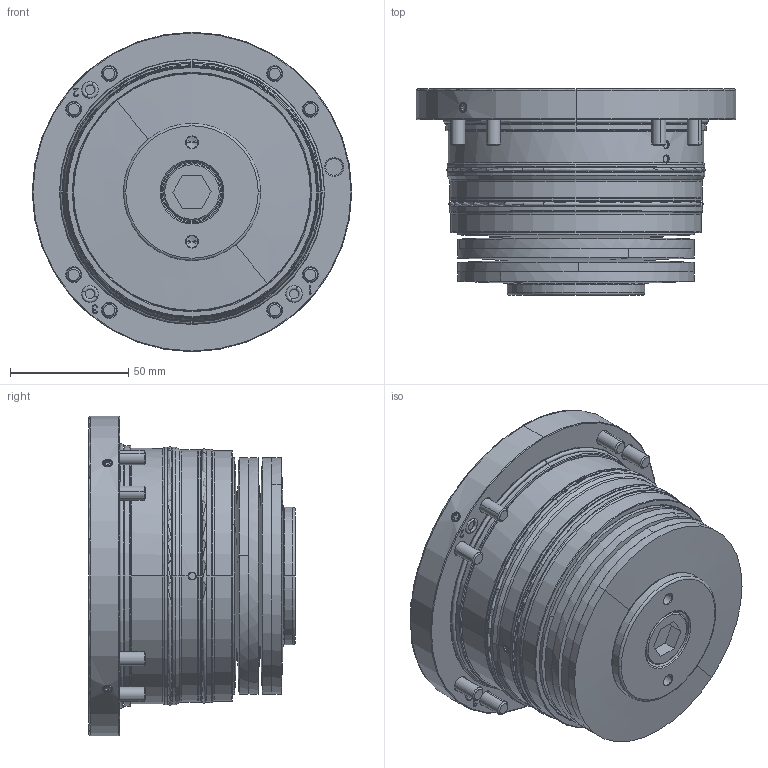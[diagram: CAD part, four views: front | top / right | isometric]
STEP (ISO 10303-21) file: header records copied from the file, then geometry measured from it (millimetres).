
FILE_DESCRIPTION (( 'STEP AP214' ), '1' );
FILE_NAME ('801 203 SPEEDY classic 2 OZ 069-003.STEP', '2014-10-16T09:03:58', ( '' ), ( '' ), 'SwSTEP 2.0', 'SolidWorks 2013', '' );
FILE_SCHEMA (( 'AUTOMOTIVE_DESIGN' ));
Length unit declared in the file: millimetre
Products named in the file (1): 801 203 SPEEDY classic 2 OZ 069-003
Bounding box: 135 x 87.25 x 135 mm (x, y, z)
Volume: 745104.2 mm3; surface area: 130458.6 mm2
Topology: 1 solids, 41 shells, 786 faces, 1828 edges, 1145 vertices
Faces by surface type: cylinder 285, plane 153, cone 152, torus 112, sphere 64, bspline 20
Entity records: 29355 total; most frequent: CARTESIAN_POINT 8302, DIRECTION 4097, ORIENTED_EDGE 3484, AXIS2_PLACEMENT_3D 1770, EDGE_CURVE 1742, VERTEX_POINT 1097, CIRCLE 1003, EDGE_LOOP 895
